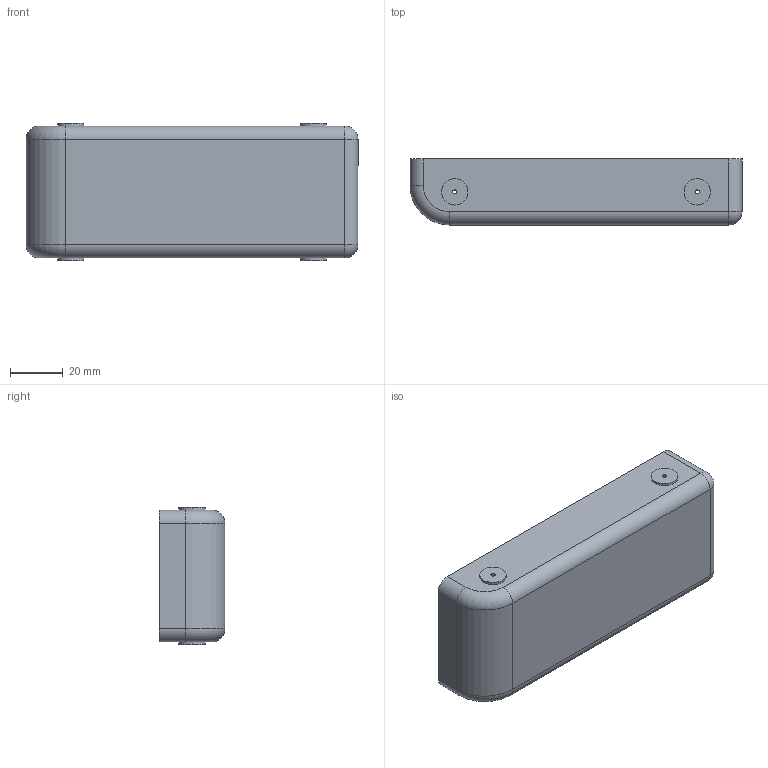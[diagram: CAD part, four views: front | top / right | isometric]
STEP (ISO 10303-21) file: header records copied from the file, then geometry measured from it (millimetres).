
FILE_DESCRIPTION (( 'STEP AP203' ), '1' );
FILE_NAME ('BASE_1.STEP', '2024-08-29T18:10:04', ( '' ), ( '' ), 'SwSTEP 2.0', 'SolidWorks 2019', '' );
FILE_SCHEMA (( 'CONFIG_CONTROL_DESIGN' ));
Length unit declared in the file: millimetre
Products named in the file (1): BASE_1
Bounding box: 126 x 25 x 52 mm (x, y, z)
Volume: 61140 mm3; surface area: 26696.2 mm2
Topology: 3 solids, 3 shells, 58 faces, 133 edges, 84 vertices
Faces by surface type: cylinder 34, plane 20, torus 2, sphere 2
Entity records: 1742 total; most frequent: DIRECTION 319, CARTESIAN_POINT 274, ORIENTED_EDGE 262, EDGE_CURVE 131, AXIS2_PLACEMENT_3D 129, VERTEX_POINT 84, EDGE_LOOP 75, CIRCLE 70
